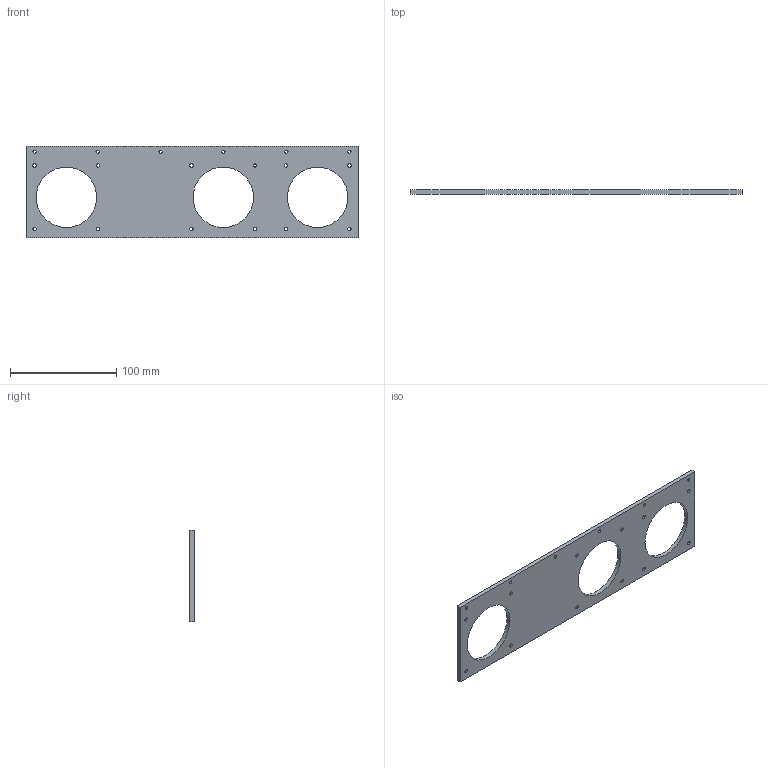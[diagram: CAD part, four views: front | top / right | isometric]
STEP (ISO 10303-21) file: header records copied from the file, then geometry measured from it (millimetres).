
FILE_DESCRIPTION(('FreeCAD Model'),'2;1');
FILE_NAME('placa2.step','2017-09-21T17:50:03',( 'Author'),(''),'Open CASCADE STEP processor 6.8','FreeCAD','Unknown' );
FILE_SCHEMA(('AUTOMOTIVE_DESIGN_CC2 { 1 2 10303 214 -1 1 5 4 }'));
Length unit declared in the file: millimetre
Products named in the file (2): ASSEMBLY; Plate3CubesLeds
Assembly tree (1 placements, depth 2):
  ASSEMBLY
    Plate3CubesLeds
Bounding box: 313.2 x 4 x 86.2 mm (x, y, z)
Volume: 76803.7 mm3; surface area: 44461.4 mm2
Topology: 1 solids, 1 shells, 27 faces, 75 edges, 50 vertices
Faces by surface type: cylinder 21, plane 6
Full cylindrical faces by diameter (mm): 3 x6, 3.245 x12, 57 x3
Entity records: 1989 total; most frequent: DIRECTION 325, CARTESIAN_POINT 304, ORIENTED_EDGE 150, PCURVE 150, DEFINITIONAL_REPRESENTATION 150, LINE 141, VECTOR 141, CIRCLE 84
